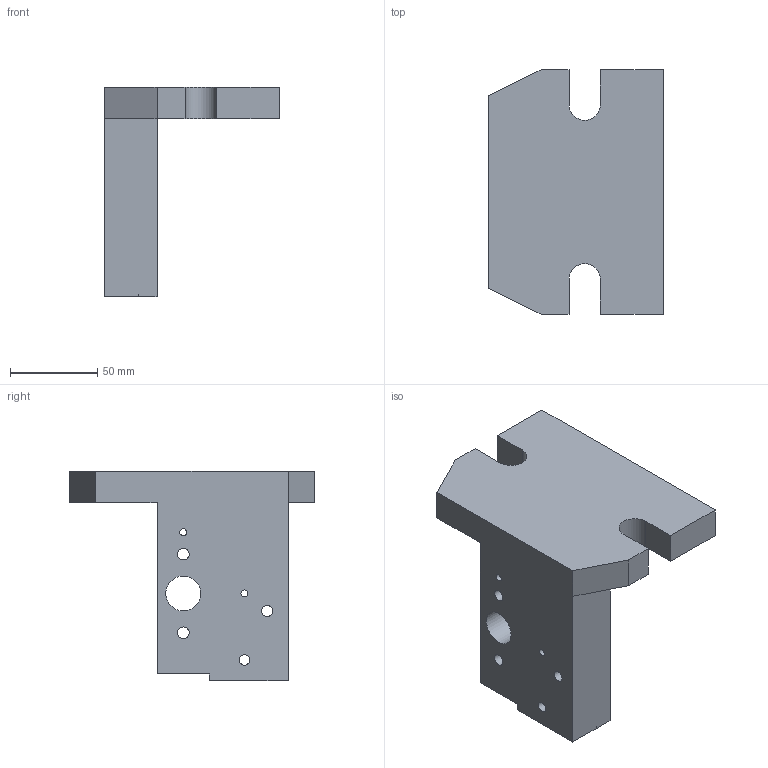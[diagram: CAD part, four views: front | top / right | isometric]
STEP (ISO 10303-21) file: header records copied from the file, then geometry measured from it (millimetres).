
FILE_DESCRIPTION(('STEP AP203'), '1');
FILE_NAME('膰豵鵨', '', ('UNSPECIFIED'), ('UNSPECIFIED'), 'ASCON STEP Converter 1.6', 'ASCON Math Kernel', '');
FILE_SCHEMA(('CONFIG_CONTROL_DESIGN'));
Length unit declared in the file: millimetre
Bounding box: 100 x 140 x 120 mm (x, y, z)
Volume: 401307.1 mm3; surface area: 62493.5 mm2
Topology: 1 solids, 1 shells, 47 faces, 133 edges, 89 vertices
Faces by surface type: plane 29, cylinder 17, cone 1
Full cylindrical faces by diameter (mm): 4 x2, 5 x1, 6 x1, 6.374 x1, 6.472 x1, 6.7 x2, 20 x1
Entity records: 2436 total; most frequent: CARTESIAN_POINT 340, DIRECTION 258, ORIENTED_EDGE 246, EDGE_CURVE 123, PROPERTY_DEFINITION 94, PROPERTY_DEFINITION_REPRESENTATION 94, REPRESENTATION 94, VERTEX_POINT 89
